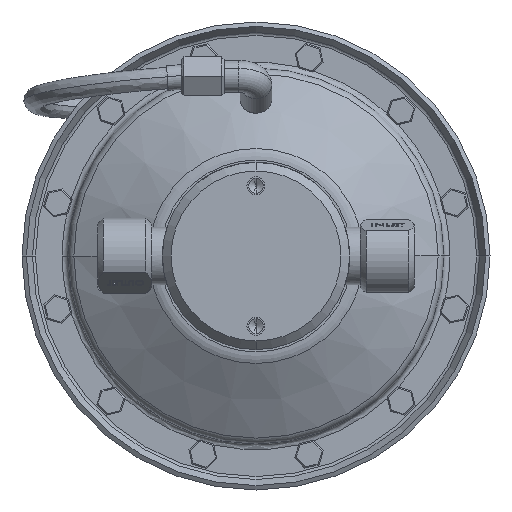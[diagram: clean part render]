
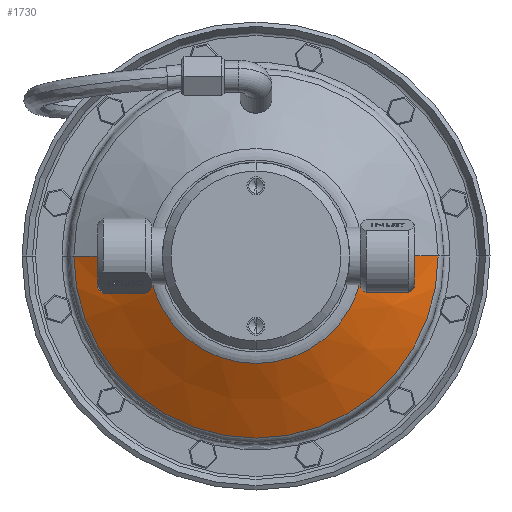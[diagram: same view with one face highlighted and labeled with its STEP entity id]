
A CAD part, front view. The second image highlights one B-rep face of the part: STEP entity #1730.
In plain terms, the highlighted conical face has half-angle 60 degrees and reference radius 47.39 mm.
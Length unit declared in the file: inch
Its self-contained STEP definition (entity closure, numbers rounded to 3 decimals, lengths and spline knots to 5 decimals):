
#1730 = ADVANCED_FACE ( 'NONE', ( #14187 ), #63843, .T. ) ;
#3619 = VERTEX_POINT ( 'NONE', #133491 ) ;
#11897 = CARTESIAN_POINT ( 'NONE',  ( 0., -1.89641, 1.86576 ) ) ;
#14187 = FACE_OUTER_BOUND ( 'NONE', #133391, .T. ) ;
#27230 = EDGE_CURVE ( 'NONE', #87673, #3619, #78074, .T. ) ;
#27654 = CIRCLE ( 'NONE', #80755, 1.86576 ) ;
#29533 = DIRECTION ( 'NONE',  ( 0., 0.5, 0.866 ) ) ;
#29790 = ORIENTED_EDGE ( 'NONE', *, *, #27230, .F. ) ;
#31867 = ORIENTED_EDGE ( 'NONE', *, *, #133995, .T. ) ;
#33115 = AXIS2_PLACEMENT_3D ( 'NONE', #125917, #124218, #100490 ) ;
#37223 = CARTESIAN_POINT ( 'NONE',  ( 0., -1.89641, 0. ) ) ;
#48514 = VERTEX_POINT ( 'NONE', #11897 ) ;
#49246 = LINE ( 'NONE', #54498, #154635 ) ;
#50536 = DIRECTION ( 'NONE',  ( 0., 0., 1. ) ) ;
#54498 = CARTESIAN_POINT ( 'NONE',  ( 0., -1.89641, -1.86576 ) ) ;
#54636 = ORIENTED_EDGE ( 'NONE', *, *, #151474, .T. ) ;
#62769 = DIRECTION ( 'NONE',  ( 0., 1., 0. ) ) ;
#63843 = CONICAL_SURFACE ( 'NONE', #33115, 1.86576, 1.047 ) ;
#78074 = CIRCLE ( 'NONE', #165812, 3.1625 ) ;
#80755 = AXIS2_PLACEMENT_3D ( 'NONE', #37223, #129738, #50536 ) ;
#81698 = EDGE_CURVE ( 'NONE', #143664, #87673, #49246, .T. ) ;
#87673 = VERTEX_POINT ( 'NONE', #116018 ) ;
#94378 = CARTESIAN_POINT ( 'NONE',  ( 0., -1.89641, 1.86576 ) ) ;
#100490 = DIRECTION ( 'NONE',  ( 0., 0., 1. ) ) ;
#116018 = CARTESIAN_POINT ( 'NONE',  ( 0., -1.14774, -3.1625 ) ) ;
#119470 = ORIENTED_EDGE ( 'NONE', *, *, #81698, .F. ) ;
#124218 = DIRECTION ( 'NONE',  ( 0., 1., 0. ) ) ;
#125917 = CARTESIAN_POINT ( 'NONE',  ( 0., -1.89641, 0. ) ) ;
#129738 = DIRECTION ( 'NONE',  ( 0., 1., 0. ) ) ;
#132790 = VECTOR ( 'NONE', #29533, 39.37008 ) ;
#133391 = EDGE_LOOP ( 'NONE', ( #119470, #54636, #31867, #29790 ) ) ;
#133491 = CARTESIAN_POINT ( 'NONE',  ( 0., -1.14774, 3.1625 ) ) ;
#133995 = EDGE_CURVE ( 'NONE', #48514, #3619, #167756, .T. ) ;
#141943 = CARTESIAN_POINT ( 'NONE',  ( 0., -1.14774, 0. ) ) ;
#143664 = VERTEX_POINT ( 'NONE', #163925 ) ;
#151474 = EDGE_CURVE ( 'NONE', #143664, #48514, #27654, .T. ) ;
#154635 = VECTOR ( 'NONE', #158984, 39.37008 ) ;
#155133 = DIRECTION ( 'NONE',  ( 0., 0., 1. ) ) ;
#158984 = DIRECTION ( 'NONE',  ( 0., 0.5, -0.866 ) ) ;
#163925 = CARTESIAN_POINT ( 'NONE',  ( 0., -1.89641, -1.86576 ) ) ;
#165812 = AXIS2_PLACEMENT_3D ( 'NONE', #141943, #62769, #155133 ) ;
#167756 = LINE ( 'NONE', #94378, #132790 ) ;
